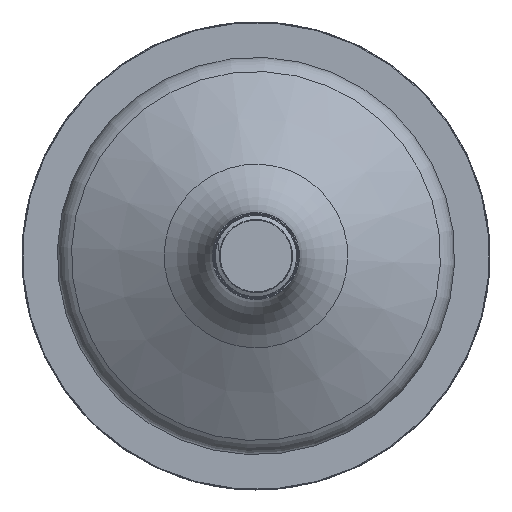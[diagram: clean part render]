
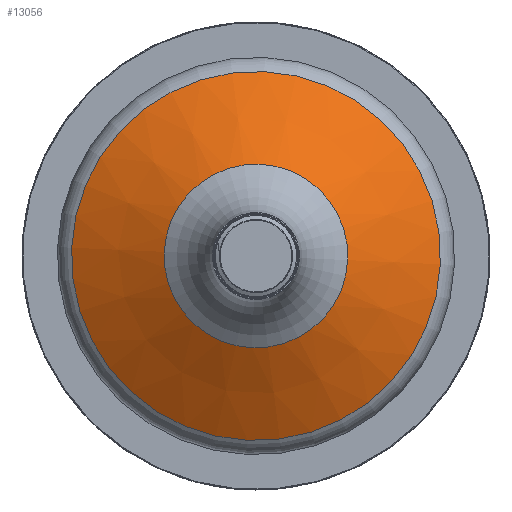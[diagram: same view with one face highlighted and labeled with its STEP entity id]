
A CAD part, front view. The second image highlights one B-rep face of the part: STEP entity #13056.
In plain terms, the highlighted conical face has half-angle 60 degrees and reference radius 21.903 mm.
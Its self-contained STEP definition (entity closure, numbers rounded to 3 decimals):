
#13025=CARTESIAN_POINT('',(-1.88,-57.777,14.435));
#13026=VERTEX_POINT('',#13025);
#13027=CARTESIAN_POINT('',(0.,-57.777,0.));
#13028=DIRECTION('',(0.,1.0,0.));
#13029=DIRECTION('',(-0.129,0.,0.992));
#13030=AXIS2_PLACEMENT_3D('',#13027,#13028,#13029);
#13031=CIRCLE('',#13030,14.556);
#13032=EDGE_CURVE('',#13026,#13026,#13031,.T.);
#13037=CARTESIAN_POINT('',(0.,-53.535,0.));
#13038=DIRECTION('',(0.,1.0,0.));
#13039=DIRECTION('',(-0.129,0.,0.992));
#13040=AXIS2_PLACEMENT_3D('',#13037,#13038,#13039);
#13041=CONICAL_SURFACE('',#13040,21.903,60.);
#13042=CARTESIAN_POINT('',(-3.778,-49.293,29.005));
#13043=VERTEX_POINT('',#13042);
#13044=CARTESIAN_POINT('',(0.,-49.293,0.));
#13045=DIRECTION('',(0.,1.0,0.));
#13046=DIRECTION('',(-0.129,0.,0.992));
#13047=AXIS2_PLACEMENT_3D('',#13044,#13045,#13046);
#13048=CIRCLE('',#13047,29.25);
#13049=EDGE_CURVE('',#13043,#13043,#13048,.T.);
#13050=ORIENTED_EDGE('',*,*,#13049,.F.);
#13051=EDGE_LOOP('',(#13050));
#13052=FACE_OUTER_BOUND('',#13051,.T.);
#13053=ORIENTED_EDGE('',*,*,#13032,.T.);
#13054=EDGE_LOOP('',(#13053));
#13055=FACE_BOUND('',#13054,.T.);
#13056=ADVANCED_FACE('',(#13052,#13055),#13041,.T.);
